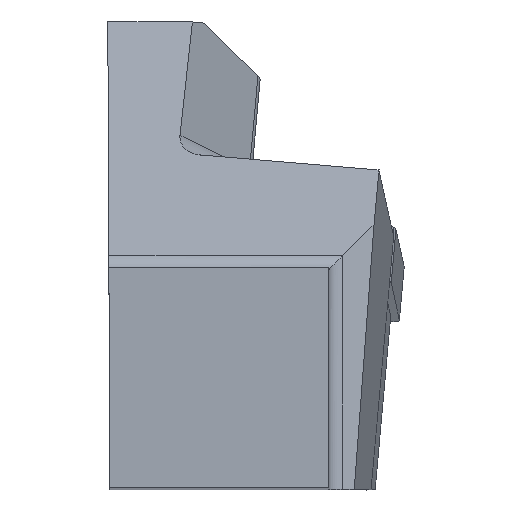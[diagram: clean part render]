
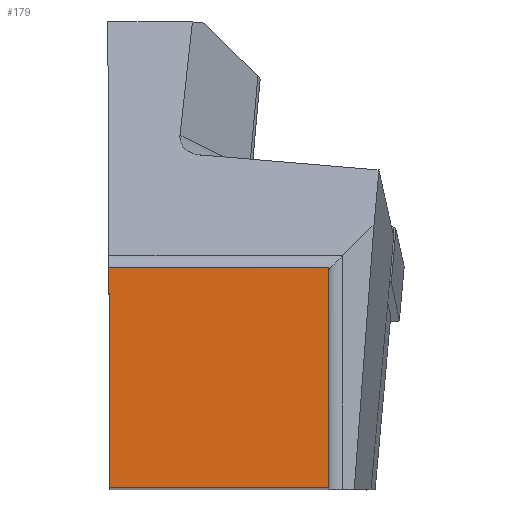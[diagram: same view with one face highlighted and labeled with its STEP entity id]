
A CAD part, top view. The second image highlights one B-rep face of the part: STEP entity #179.
In plain terms, the highlighted planar face has unit normal (0, 0, 1).
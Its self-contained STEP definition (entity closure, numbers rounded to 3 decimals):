
#137=FACE_OUTER_BOUND('',#415,.T.);
#179=ADVANCED_FACE('SHANK_FACE_BACK',(#137),#216,.F.);
#216=PLANE('',#978);
#262=LINE('',#1449,#338);
#280=LINE('',#1487,#356);
#286=LINE('',#1500,#362);
#287=LINE('',#1502,#363);
#338=VECTOR('',#1124,1.);
#356=VECTOR('',#1160,1.);
#362=VECTOR('',#1172,1.);
#363=VECTOR('',#1173,1.);
#415=EDGE_LOOP('',(#563,#564,#565,#566));
#563=ORIENTED_EDGE('',*,*,#805,.F.);
#564=ORIENTED_EDGE('',*,*,#785,.T.);
#565=ORIENTED_EDGE('',*,*,#812,.T.);
#566=ORIENTED_EDGE('',*,*,#813,.F.);
#694=VERTEX_POINT('',#1431);
#702=VERTEX_POINT('',#1448);
#714=VERTEX_POINT('',#1488);
#718=VERTEX_POINT('',#1501);
#785=EDGE_CURVE('',#694,#702,#262,.T.);
#805=EDGE_CURVE('',#694,#714,#280,.T.);
#812=EDGE_CURVE('',#702,#718,#286,.T.);
#813=EDGE_CURVE('',#714,#718,#287,.T.);
#978=AXIS2_PLACEMENT_3D('',#1503,#1174,#1175);
#1124=DIRECTION('',(1.,0.,0.));
#1160=DIRECTION('',(-0.004,1.,0.));
#1172=DIRECTION('',(0.,1.,0.));
#1173=DIRECTION('',(1.,0.,0.));
#1174=DIRECTION('',(0.,0.,-1.));
#1175=DIRECTION('',(-0.996,0.089,0.));
#1431=CARTESIAN_POINT('',(0.083,0.,0.));
#1448=CARTESIAN_POINT('',(18.923,0.,0.));
#1449=CARTESIAN_POINT('',(-6.446,0.,0.));
#1487=CARTESIAN_POINT('',(0.666,-133.707,0.));
#1488=CARTESIAN_POINT('',(0.,18.923,0.));
#1500=CARTESIAN_POINT('',(18.923,-6.446,0.));
#1501=CARTESIAN_POINT('',(18.923,18.923,0.));
#1502=CARTESIAN_POINT('',(-6.446,18.923,0.));
#1503=CARTESIAN_POINT('',(0.,0.,
0.));
